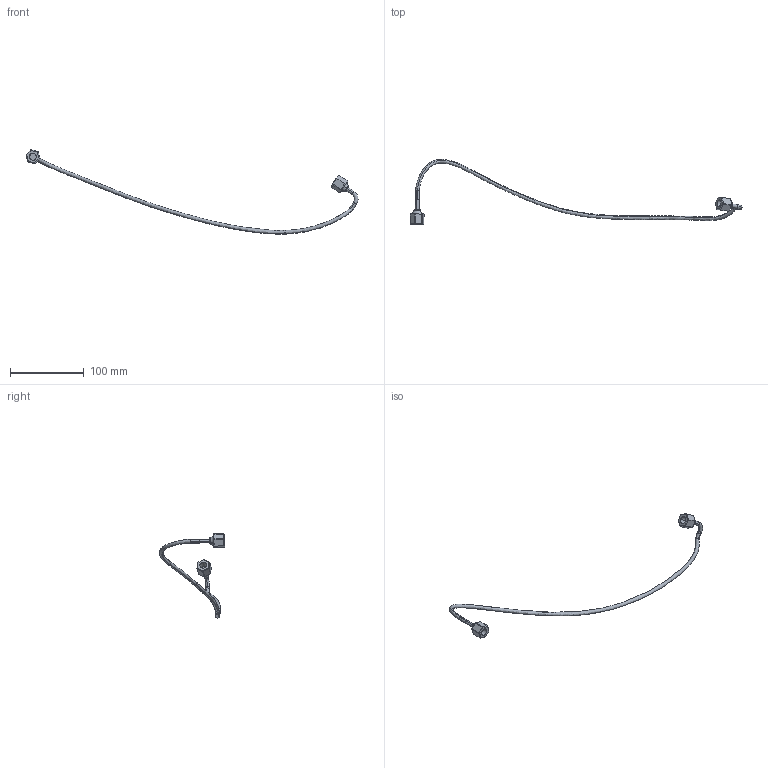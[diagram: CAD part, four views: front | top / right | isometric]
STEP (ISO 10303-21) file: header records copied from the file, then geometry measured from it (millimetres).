
FILE_DESCRIPTION (( 'STEP AP203' ), '1' );
FILE_NAME ('119-8544.STEP', '2024-12-03T20:37:25', ( '' ), ( '' ), 'SwSTEP 2.0', 'SolidWorks 2022', '' );
FILE_SCHEMA (( 'CONFIG_CONTROL_DESIGN' ));
Length unit declared in the file: millimetre
Products named in the file (4): 119-8544; 119-8200-2; Copy of 119-8200 hose^Assem1; 119-8200-1
Assembly tree (3 placements, depth 2):
  119-8544
    Copy of 119-8200 hose^Assem1
    119-8200-1
    119-8200-2
Bounding box: 449.56 x 88.18 x 114.2 mm (x, y, z)
Volume: 17691.4 mm3; surface area: 12989.4 mm2
Topology: 3 solids, 3 shells, 110 faces, 232 edges, 128 vertices
Faces by surface type: cylinder 50, plane 26, sphere 22, torus 10, bspline 2
Entity records: 4146 total; most frequent: CARTESIAN_POINT 1420, DIRECTION 562, ORIENTED_EDGE 432, AXIS2_PLACEMENT_3D 238, EDGE_CURVE 216, CIRCLE 124, VERTEX_POINT 120, EDGE_LOOP 118
